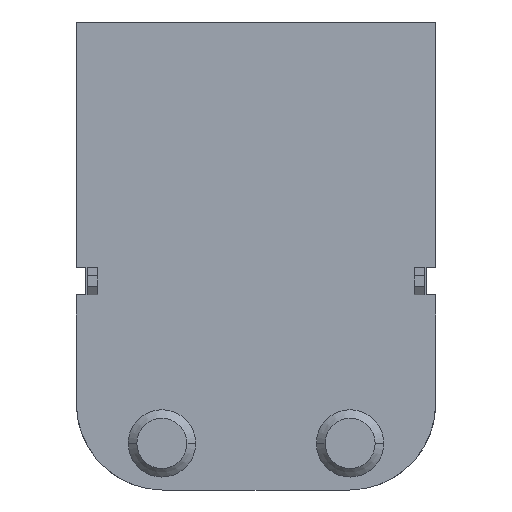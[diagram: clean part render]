
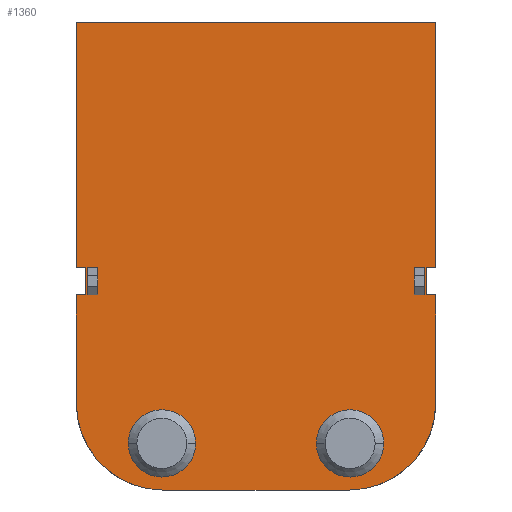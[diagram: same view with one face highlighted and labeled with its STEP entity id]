
A CAD part, front view. The second image highlights one B-rep face of the part: STEP entity #1360.
In plain terms, the highlighted planar face has unit normal (0, -1, 0).
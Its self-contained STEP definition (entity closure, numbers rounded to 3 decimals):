
#15=CARTESIAN_POINT('',(-5.45,0.,-10.85));
#16=DIRECTION('',(0.,-1.,0.));
#17=DIRECTION('',(1.,0.,0.));
#18=AXIS2_PLACEMENT_3D('',#15,#16,#17);
#20=CARTESIAN_POINT('',(-5.45,0.,-10.85));
#21=DIRECTION('',(0.,-1.,0.));
#22=DIRECTION('',(-1.,0.,0.));
#23=AXIS2_PLACEMENT_3D('',#20,#21,#22);
#25=CARTESIAN_POINT('',(5.45,0.,-10.85));
#26=DIRECTION('',(0.,-1.,0.));
#27=DIRECTION('',(1.,0.,0.));
#28=AXIS2_PLACEMENT_3D('',#25,#26,#27);
#30=CARTESIAN_POINT('',(5.45,0.,-10.85));
#31=DIRECTION('',(0.,-1.,0.));
#32=DIRECTION('',(-1.,0.,0.));
#33=AXIS2_PLACEMENT_3D('',#30,#31,#32);
#35=DIRECTION('',(0.,0.,-1.));
#36=VECTOR('',#35,1.6);
#37=CARTESIAN_POINT('',(-9.75,0.,-0.65));
#38=LINE('',#37,#36);
#39=DIRECTION('',(1.,0.,0.));
#40=VECTOR('',#39,0.6);
#41=CARTESIAN_POINT('',(-9.75,0.,-2.25));
#42=LINE('',#41,#40);
#43=DIRECTION('',(0.,0.,1.));
#44=VECTOR('',#43,1.6);
#45=CARTESIAN_POINT('',(-9.15,0.,-2.25));
#46=LINE('',#45,#44);
#47=DIRECTION('',(-1.,0.,0.));
#48=VECTOR('',#47,0.6);
#49=CARTESIAN_POINT('',(-9.15,0.,-0.65));
#50=LINE('',#49,#48);
#51=DIRECTION('',(-1.,0.,0.));
#52=VECTOR('',#51,0.6);
#53=CARTESIAN_POINT('',(9.75,0.,-0.65));
#54=LINE('',#53,#52);
#55=DIRECTION('',(0.,0.,-1.));
#56=VECTOR('',#55,1.6);
#57=CARTESIAN_POINT('',(9.15,0.,-0.65));
#58=LINE('',#57,#56);
#59=DIRECTION('',(1.,0.,0.));
#60=VECTOR('',#59,0.6);
#61=CARTESIAN_POINT('',(9.15,0.,-2.25));
#62=LINE('',#61,#60);
#63=DIRECTION('',(0.,0.,1.));
#64=VECTOR('',#63,1.6);
#65=CARTESIAN_POINT('',(9.75,0.,-2.25));
#66=LINE('',#65,#64);
#67=DIRECTION('',(-1.,0.,0.));
#68=VECTOR('',#67,0.55);
#69=CARTESIAN_POINT('',(10.4,0.,-2.25));
#70=LINE('',#69,#68);
#71=DIRECTION('',(0.,0.,-1.));
#72=VECTOR('',#71,6.3);
#73=CARTESIAN_POINT('',(10.4,0.,-2.25));
#74=LINE('',#73,#72);
#75=CARTESIAN_POINT('',(5.4,0.,-8.55));
#76=DIRECTION('',(0.,-1.,0.));
#77=DIRECTION('',(0.,0.,-1.));
#78=AXIS2_PLACEMENT_3D('',#75,#76,#77);
#80=DIRECTION('',(-1.,0.,0.));
#81=VECTOR('',#80,10.8);
#82=CARTESIAN_POINT('',(5.4,0.,-13.55));
#83=LINE('',#82,#81);
#84=CARTESIAN_POINT('',(-5.4,0.,-8.55));
#85=DIRECTION('',(0.,-1.,0.));
#86=DIRECTION('',(-1.,0.,0.));
#87=AXIS2_PLACEMENT_3D('',#84,#85,#86);
#89=DIRECTION('',(0.,0.,1.));
#90=VECTOR('',#89,6.3);
#91=CARTESIAN_POINT('',(-10.4,0.,-8.55));
#92=LINE('',#91,#90);
#93=DIRECTION('',(1.,0.,0.));
#94=VECTOR('',#93,0.55);
#95=CARTESIAN_POINT('',(-10.4,0.,-2.25));
#96=LINE('',#95,#94);
#97=DIRECTION('',(0.,0.,1.));
#98=VECTOR('',#97,1.6);
#99=CARTESIAN_POINT('',(-9.85,0.,-2.25));
#100=LINE('',#99,#98);
#101=DIRECTION('',(1.,0.,0.));
#102=VECTOR('',#101,0.55);
#103=CARTESIAN_POINT('',(-10.4,0.,-0.65));
#104=LINE('',#103,#102);
#105=DIRECTION('',(0.,0.,1.));
#106=VECTOR('',#105,14.2);
#107=CARTESIAN_POINT('',(-10.4,0.,-0.65));
#108=LINE('',#107,#106);
#109=DIRECTION('',(1.,0.,0.));
#110=VECTOR('',#109,20.8);
#111=CARTESIAN_POINT('',(-10.4,0.,13.55));
#112=LINE('',#111,#110);
#113=DIRECTION('',(0.,0.,-1.));
#114=VECTOR('',#113,14.2);
#115=CARTESIAN_POINT('',(10.4,0.,13.55));
#116=LINE('',#115,#114);
#117=DIRECTION('',(-1.,0.,0.));
#118=VECTOR('',#117,0.55);
#119=CARTESIAN_POINT('',(10.4,0.,-0.65));
#120=LINE('',#119,#118);
#121=DIRECTION('',(0.,0.,-1.));
#122=VECTOR('',#121,1.6);
#123=CARTESIAN_POINT('',(9.85,0.,-0.65));
#124=LINE('',#123,#122);
#1031=CARTESIAN_POINT('',(-10.4,0.,13.55));
#1032=CARTESIAN_POINT('',(10.4,0.,13.55));
#1033=VERTEX_POINT('',#1031);
#1034=VERTEX_POINT('',#1032);
#1167=CARTESIAN_POINT('',(5.4,0.,-13.55));
#1168=CARTESIAN_POINT('',(10.4,0.,-8.55));
#1169=VERTEX_POINT('',#1167);
#1170=VERTEX_POINT('',#1168);
#1171=CARTESIAN_POINT('',(-10.4,0.,-8.55));
#1172=CARTESIAN_POINT('',(-5.4,0.,-13.55));
#1173=VERTEX_POINT('',#1171);
#1174=VERTEX_POINT('',#1172);
#1189=CARTESIAN_POINT('',(-3.5,0.,-10.85));
#1190=CARTESIAN_POINT('',(-7.4,0.,-10.85));
#1191=VERTEX_POINT('',#1189);
#1192=VERTEX_POINT('',#1190);
#1193=CARTESIAN_POINT('',(7.4,0.,-10.85));
#1194=CARTESIAN_POINT('',(3.5,0.,-10.85));
#1195=VERTEX_POINT('',#1193);
#1196=VERTEX_POINT('',#1194);
#1197=CARTESIAN_POINT('',(-9.75,0.,-0.65));
#1198=CARTESIAN_POINT('',(-9.75,0.,-2.25));
#1199=VERTEX_POINT('',#1197);
#1200=VERTEX_POINT('',#1198);
#1201=CARTESIAN_POINT('',(-9.15,0.,-2.25));
#1202=VERTEX_POINT('',#1201);
#1203=CARTESIAN_POINT('',(-9.15,0.,-0.65));
#1204=VERTEX_POINT('',#1203);
#1205=CARTESIAN_POINT('',(9.75,0.,-0.65));
#1206=CARTESIAN_POINT('',(9.15,0.,-0.65));
#1207=VERTEX_POINT('',#1205);
#1208=VERTEX_POINT('',#1206);
#1209=CARTESIAN_POINT('',(9.15,0.,-2.25));
#1210=VERTEX_POINT('',#1209);
#1211=CARTESIAN_POINT('',(9.75,0.,-2.25));
#1212=VERTEX_POINT('',#1211);
#1261=CARTESIAN_POINT('',(10.4,0.,-2.25));
#1262=CARTESIAN_POINT('',(9.85,0.,-2.25));
#1263=VERTEX_POINT('',#1261);
#1264=VERTEX_POINT('',#1262);
#1265=CARTESIAN_POINT('',(10.4,0.,-0.65));
#1266=CARTESIAN_POINT('',(9.85,0.,-0.65));
#1267=VERTEX_POINT('',#1265);
#1268=VERTEX_POINT('',#1266);
#1269=CARTESIAN_POINT('',(-10.4,0.,-0.65));
#1270=CARTESIAN_POINT('',(-9.85,0.,-0.65));
#1271=VERTEX_POINT('',#1269);
#1272=VERTEX_POINT('',#1270);
#1273=CARTESIAN_POINT('',(-10.4,0.,-2.25));
#1274=CARTESIAN_POINT('',(-9.85,0.,-2.25));
#1275=VERTEX_POINT('',#1273);
#1276=VERTEX_POINT('',#1274);
#1293=CARTESIAN_POINT('',(0.,0.,0.));
#1294=DIRECTION('',(0.,1.,0.));
#1295=DIRECTION('',(1.,0.,0.));
#1296=AXIS2_PLACEMENT_3D('',#1293,#1294,#1295);
#1297=PLANE('',#1296);
#1299=ORIENTED_EDGE('',*,*,#1298,.F.);
#1301=ORIENTED_EDGE('',*,*,#1300,.T.);
#1303=ORIENTED_EDGE('',*,*,#1302,.F.);
#1305=ORIENTED_EDGE('',*,*,#1304,.T.);
#1307=ORIENTED_EDGE('',*,*,#1306,.F.);
#1309=ORIENTED_EDGE('',*,*,#1308,.T.);
#1311=ORIENTED_EDGE('',*,*,#1310,.T.);
#1313=ORIENTED_EDGE('',*,*,#1312,.T.);
#1315=ORIENTED_EDGE('',*,*,#1314,.F.);
#1317=ORIENTED_EDGE('',*,*,#1316,.T.);
#1319=ORIENTED_EDGE('',*,*,#1318,.T.);
#1321=ORIENTED_EDGE('',*,*,#1320,.T.);
#1323=ORIENTED_EDGE('',*,*,#1322,.T.);
#1325=ORIENTED_EDGE('',*,*,#1324,.T.);
#1326=EDGE_LOOP('',(#1299,#1301,#1303,#1305,#1307,#1309,#1311,#1313,#1315,#1317,
#1319,#1321,#1323,#1325));
#1327=FACE_OUTER_BOUND('',#1326,.F.);
#1329=ORIENTED_EDGE('',*,*,#1328,.T.);
#1331=ORIENTED_EDGE('',*,*,#1330,.T.);
#1332=EDGE_LOOP('',(#1329,#1331));
#1333=FACE_BOUND('',#1332,.F.);
#1335=ORIENTED_EDGE('',*,*,#1334,.T.);
#1337=ORIENTED_EDGE('',*,*,#1336,.T.);
#1339=ORIENTED_EDGE('',*,*,#1338,.T.);
#1341=ORIENTED_EDGE('',*,*,#1340,.T.);
#1342=EDGE_LOOP('',(#1335,#1337,#1339,#1341));
#1343=FACE_BOUND('',#1342,.F.);
#1345=ORIENTED_EDGE('',*,*,#1344,.T.);
#1347=ORIENTED_EDGE('',*,*,#1346,.T.);
#1349=ORIENTED_EDGE('',*,*,#1348,.T.);
#1351=ORIENTED_EDGE('',*,*,#1350,.T.);
#1352=EDGE_LOOP('',(#1345,#1347,#1349,#1351));
#1353=FACE_BOUND('',#1352,.F.);
#1355=ORIENTED_EDGE('',*,*,#1354,.T.);
#1357=ORIENTED_EDGE('',*,*,#1356,.T.);
#1358=EDGE_LOOP('',(#1355,#1357));
#1359=FACE_BOUND('',#1358,.F.);
#19=CIRCLE('',#18,1.95);
#24=CIRCLE('',#23,1.95);
#29=CIRCLE('',#28,1.95);
#34=CIRCLE('',#33,1.95);
#79=CIRCLE('',#78,5.);
#88=CIRCLE('',#87,5.);
#1298=EDGE_CURVE('',#1263,#1264,#70,.T.);
#1300=EDGE_CURVE('',#1263,#1170,#74,.T.);
#1302=EDGE_CURVE('',#1169,#1170,#79,.T.);
#1304=EDGE_CURVE('',#1169,#1174,#83,.T.);
#1306=EDGE_CURVE('',#1173,#1174,#88,.T.);
#1308=EDGE_CURVE('',#1173,#1275,#92,.T.);
#1310=EDGE_CURVE('',#1275,#1276,#96,.T.);
#1312=EDGE_CURVE('',#1276,#1272,#100,.T.);
#1314=EDGE_CURVE('',#1271,#1272,#104,.T.);
#1316=EDGE_CURVE('',#1271,#1033,#108,.T.);
#1318=EDGE_CURVE('',#1033,#1034,#112,.T.);
#1320=EDGE_CURVE('',#1034,#1267,#116,.T.);
#1322=EDGE_CURVE('',#1267,#1268,#120,.T.);
#1324=EDGE_CURVE('',#1268,#1264,#124,.T.);
#1328=EDGE_CURVE('',#1195,#1196,#29,.T.);
#1330=EDGE_CURVE('',#1196,#1195,#34,.T.);
#1334=EDGE_CURVE('',#1199,#1200,#38,.T.);
#1336=EDGE_CURVE('',#1200,#1202,#42,.T.);
#1338=EDGE_CURVE('',#1202,#1204,#46,.T.);
#1340=EDGE_CURVE('',#1204,#1199,#50,.T.);
#1344=EDGE_CURVE('',#1207,#1208,#54,.T.);
#1346=EDGE_CURVE('',#1208,#1210,#58,.T.);
#1348=EDGE_CURVE('',#1210,#1212,#62,.T.);
#1350=EDGE_CURVE('',#1212,#1207,#66,.T.);
#1354=EDGE_CURVE('',#1191,#1192,#19,.T.);
#1356=EDGE_CURVE('',#1192,#1191,#24,.T.);
#1360=ADVANCED_FACE('',(#1327,#1333,#1343,#1353,#1359),#1297,.F.);
